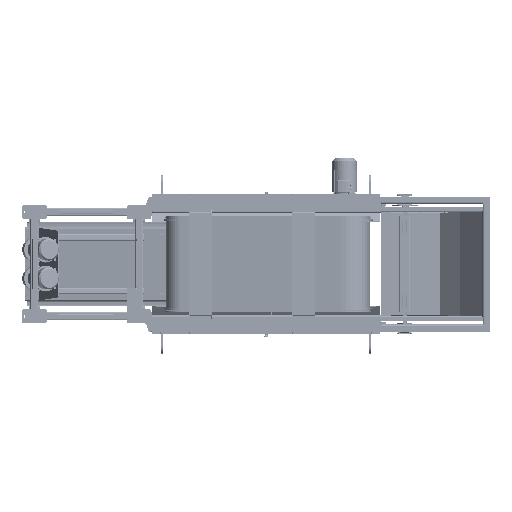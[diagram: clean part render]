
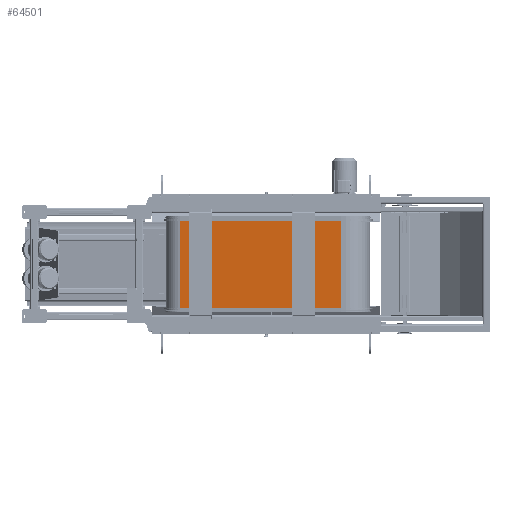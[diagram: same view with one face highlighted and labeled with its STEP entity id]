
A CAD part, front view. The second image highlights one B-rep face of the part: STEP entity #64501.
In plain terms, the highlighted face is planar.
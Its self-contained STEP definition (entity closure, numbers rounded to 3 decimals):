
#3668=FACE_OUTER_BOUND('',#7536,.T.);
#7536=EDGE_LOOP('',(#46384,#46385,#46386,#46387));
#12325=LINE('',#109248,#19175);
#12350=LINE('',#109318,#19200);
#12354=LINE('',#109328,#19204);
#12355=LINE('',#109329,#19205);
#19175=VECTOR('',#86592,10.);
#19200=VECTOR('',#86669,10.);
#19204=VECTOR('',#86679,10.);
#19205=VECTOR('',#86680,10.);
#25851=VERTEX_POINT('',#109245);
#25852=VERTEX_POINT('',#109247);
#25871=VERTEX_POINT('',#109317);
#25874=VERTEX_POINT('',#109327);
#33316=EDGE_CURVE('',#25852,#25851,#12325,.T.);
#33351=EDGE_CURVE('',#25871,#25852,#12350,.T.);
#33356=EDGE_CURVE('',#25851,#25874,#12354,.T.);
#33357=EDGE_CURVE('',#25874,#25871,#12355,.T.);
#46384=ORIENTED_EDGE('',*,*,#33316,.T.);
#46385=ORIENTED_EDGE('',*,*,#33356,.T.);
#46386=ORIENTED_EDGE('',*,*,#33357,.T.);
#46387=ORIENTED_EDGE('',*,*,#33351,.T.);
#62000=PLANE('',#76406);
#64501=ADVANCED_FACE('',(#3668),#62000,.T.);
#76406=AXIS2_PLACEMENT_3D('',#109326,#86677,#86678);
#86592=DIRECTION('',(0.993,0.118,0.));
#86669=DIRECTION('',(0.,0.,-1.));
#86677=DIRECTION('center_axis',(0.118,-0.993,0.));
#86678=DIRECTION('ref_axis',(0.,0.,-1.));
#86679=DIRECTION('',(0.,0.,1.));
#86680=DIRECTION('',(-0.993,-0.118,0.));
#109245=CARTESIAN_POINT('',(1653.278,-64.871,-438.5));
#109247=CARTESIAN_POINT('',(30.483,-257.2,-438.5));
#109248=CARTESIAN_POINT('',(1663.476,-63.662,-438.5));
#109317=CARTESIAN_POINT('',(30.483,-257.2,438.5));
#109318=CARTESIAN_POINT('',(30.483,-257.2,0.));
#109326=CARTESIAN_POINT('Origin',(1653.278,-64.871,0.));
#109327=CARTESIAN_POINT('',(1653.278,-64.871,438.5));
#109328=CARTESIAN_POINT('',(1653.278,-64.871,0.));
#109329=CARTESIAN_POINT('',(1663.476,-63.662,438.5));
